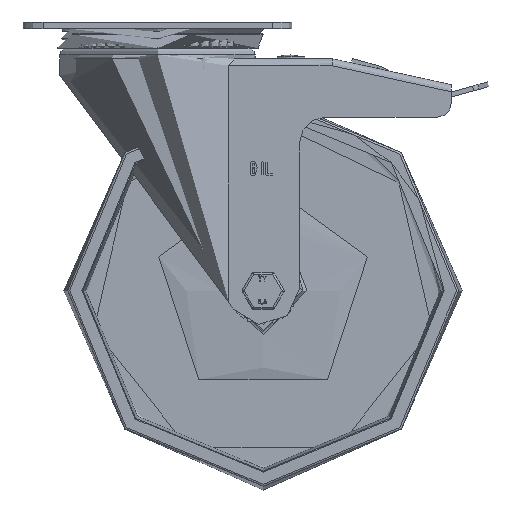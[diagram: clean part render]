
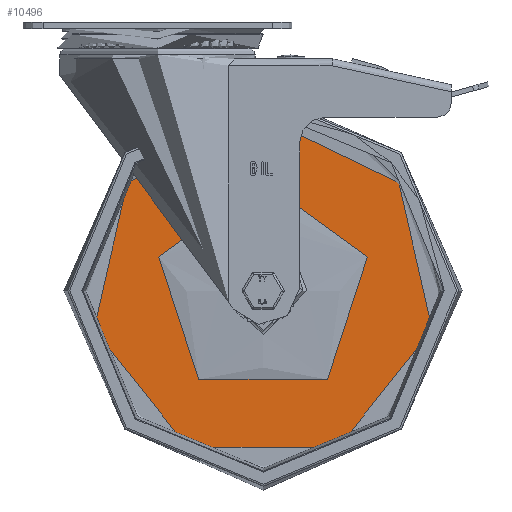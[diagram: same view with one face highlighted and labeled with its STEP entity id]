
A CAD part, front view. The second image highlights one B-rep face of the part: STEP entity #10496.
In plain terms, the highlighted planar face has unit normal (0, -1, 0).
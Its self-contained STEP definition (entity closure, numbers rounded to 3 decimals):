
#514=FACE_BOUND('',#2061,.T.);
#717=PLANE('',#11605);
#1418=FACE_OUTER_BOUND('',#2060,.T.);
#2060=EDGE_LOOP('',(#8530));
#2061=EDGE_LOOP('',(#8531));
#4251=CIRCLE('',#11570,87.143);
#4252=CIRCLE('',#11571,55.);
#4968=VERTEX_POINT('',#21101);
#4969=VERTEX_POINT('',#21131);
#6207=EDGE_CURVE('',#4968,#4968,#4251,.T.);
#6208=EDGE_CURVE('',#4969,#4969,#4252,.T.);
#8530=ORIENTED_EDGE('',*,*,#6207,.F.);
#8531=ORIENTED_EDGE('',*,*,#6208,.T.);
#10496=ADVANCED_FACE('',(#1418,#514),#717,.T.);
#11570=AXIS2_PLACEMENT_3D('',#21103,#13682,#13683);
#11571=AXIS2_PLACEMENT_3D('',#21132,#13684,#13685);
#11605=AXIS2_PLACEMENT_3D('',#21214,#13757,#13758);
#13682=DIRECTION('center_axis',(0.,1.,0.));
#13683=DIRECTION('ref_axis',(-1.,0.,0.));
#13684=DIRECTION('center_axis',(0.,1.,0.));
#13685=DIRECTION('ref_axis',(-1.,0.,0.));
#13757=DIRECTION('center_axis',(0.,-1.,0.));
#13758=DIRECTION('ref_axis',(1.,0.,0.));
#21101=CARTESIAN_POINT('',(0.,-4.75,87.143));
#21103=CARTESIAN_POINT('Origin',(0.,-4.75,
0.));
#21131=CARTESIAN_POINT('',(0.,-4.75,55.));
#21132=CARTESIAN_POINT('Origin',(0.,-4.75,
0.));
#21214=CARTESIAN_POINT('Origin',(-71.071,-4.75,0.));
